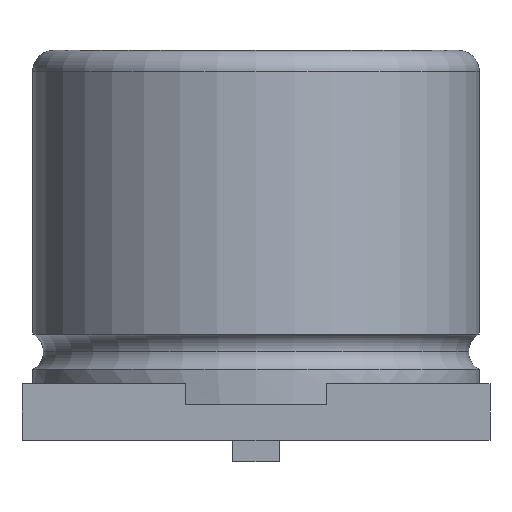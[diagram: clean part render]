
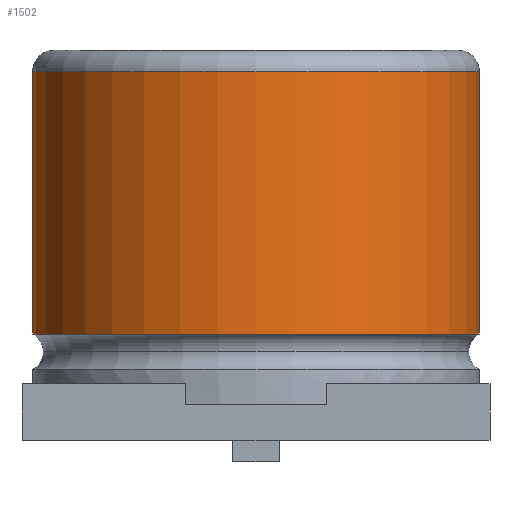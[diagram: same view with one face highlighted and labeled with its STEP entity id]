
A CAD part, front view. The second image highlights one B-rep face of the part: STEP entity #1502.
In plain terms, the highlighted cylindrical face has radius 3.15 mm (diameter 6.3 mm), a full revolution.
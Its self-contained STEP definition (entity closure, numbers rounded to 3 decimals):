
#1502=ADVANCED_FACE('',(#4026,#4028),#4030,.T.);
#4026=FACE_OUTER_BOUND('',#4027,.T.);
#4027=EDGE_LOOP('',(#6221));
#4028=FACE_BOUND('',#4029,.T.);
#4029=EDGE_LOOP('',(#6222,#6223));
#4030=CYLINDRICAL_SURFACE('',#4031,3.15);
#4031=AXIS2_PLACEMENT_3D('',#4032,#4033,#4034);
#4032=CARTESIAN_POINT('',(0.,0.,1.5));
#4033=DIRECTION('',(0.,0.,1.));
#4034=DIRECTION('',(0.,-1.,0.));
#6221=ORIENTED_EDGE('',*,*,#7788,.F.);
#6222=ORIENTED_EDGE('',*,*,#7790,.T.);
#6223=ORIENTED_EDGE('',*,*,#7791,.T.);
#7788=EDGE_CURVE('',#8932,#8932,#8933,.T.);
#7790=EDGE_CURVE('',#8935,#8936,#8937,.T.);
#7791=EDGE_CURVE('',#8936,#8935,#8938,.T.);
#8932=VERTEX_POINT('',#11212);
#8933=CIRCLE('',#11213,3.15);
#8935=VERTEX_POINT('',#11221);
#8936=VERTEX_POINT('',#11222);
#8937=CIRCLE('',#11223,3.15);
#8938=CIRCLE('',#11227,3.15);
#11212=CARTESIAN_POINT('',(0.,-3.15,5.2));
#11213=AXIS2_PLACEMENT_3D('',#11214,#11215,#11216);
#11214=CARTESIAN_POINT('',(0.,0.,5.2));
#11215=DIRECTION('',(0.,0.,1.));
#11216=DIRECTION('',(0.,-1.,0.));
#11221=CARTESIAN_POINT('',(0.,-3.15,1.5));
#11222=CARTESIAN_POINT('',(-3.15,0.,1.5));
#11223=AXIS2_PLACEMENT_3D('',#11224,#11225,#11226);
#11224=CARTESIAN_POINT('',(0.,0.,1.5));
#11225=DIRECTION('',(0.,0.,1.));
#11226=DIRECTION('',(0.,-1.,0.));
#11227=AXIS2_PLACEMENT_3D('',#11228,#11229,#11230);
#11228=CARTESIAN_POINT('',(0.,0.,1.5));
#11229=DIRECTION('',(0.,0.,1.));
#11230=DIRECTION('',(-1.,0.,0.));
